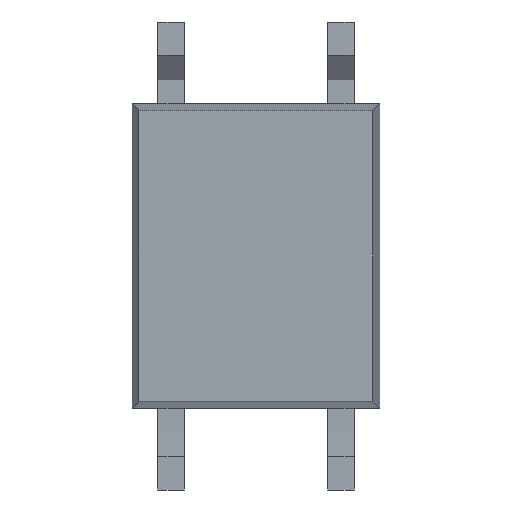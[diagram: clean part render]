
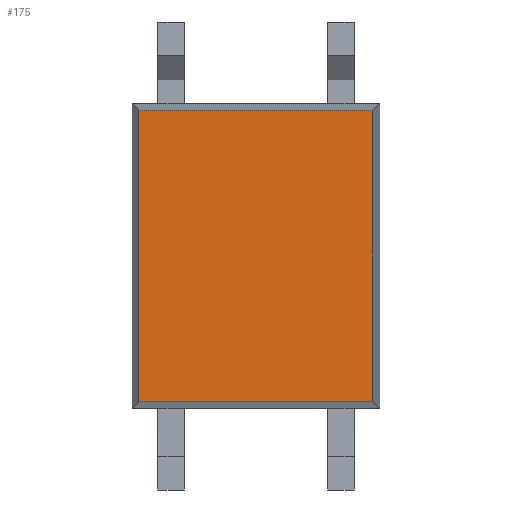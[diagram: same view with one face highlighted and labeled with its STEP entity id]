
A CAD part, front view. The second image highlights one B-rep face of the part: STEP entity #175.
In plain terms, the highlighted planar face has unit normal (0, -1, 0).
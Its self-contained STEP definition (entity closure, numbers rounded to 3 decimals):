
#30 = ORIENTED_EDGE ( 'NONE', *, *, #104, .T. ) ;
#34 = EDGE_CURVE ( 'NONE', #196, #161, #449, .T. ) ;
#101 = ORIENTED_EDGE ( 'NONE', *, *, #790, .F. ) ;
#104 = EDGE_CURVE ( 'NONE', #436, #161, #769, .T. ) ;
#161 = VERTEX_POINT ( 'NONE', #1244 ) ;
#175 = ADVANCED_FACE ( 'NONE', ( #1293 ), #1310, .F. ) ;
#196 = VERTEX_POINT ( 'NONE', #1381 ) ;
#245 = VERTEX_POINT ( 'NONE', #1086 ) ;
#436 = VERTEX_POINT ( 'NONE', #811 ) ;
#449 = LINE ( 'NONE', #450, #451 ) ;
#450 = CARTESIAN_POINT ( 'NONE',  ( -1.75, 0.1, -2.275 ) ) ;
#451 = VECTOR ( 'NONE', #452, 1000. ) ;
#452 = DIRECTION ( 'NONE',  ( 0., 0., 1. ) ) ;
#769 = LINE ( 'NONE', #770, #771 ) ;
#770 = CARTESIAN_POINT ( 'NONE',  ( 1.85, 0.1, 2.17 ) ) ;
#771 = VECTOR ( 'NONE', #774, 1000. ) ;
#774 = DIRECTION ( 'NONE',  ( -1., 0., 0. ) ) ;
#790 = EDGE_CURVE ( 'NONE', #245, #196, #1140, .T. ) ;
#811 = CARTESIAN_POINT ( 'NONE',  ( 1.75, 0.1, 2.17 ) ) ;
#849 = LINE ( 'NONE', #850, #851 ) ;
#850 = CARTESIAN_POINT ( 'NONE',  ( 1.75, 0.1, -2.275 ) ) ;
#851 = VECTOR ( 'NONE', #852, 1000. ) ;
#852 = DIRECTION ( 'NONE',  ( 0., 0., 1. ) ) ;
#1086 = CARTESIAN_POINT ( 'NONE',  ( 1.75, 0.1, -2.17 ) ) ;
#1140 = LINE ( 'NONE', #1141, #1142 ) ;
#1141 = CARTESIAN_POINT ( 'NONE',  ( 1.85, 0.1, -2.17 ) ) ;
#1142 = VECTOR ( 'NONE', #1143, 1000. ) ;
#1143 = DIRECTION ( 'NONE',  ( -1., 0., 0. ) ) ;
#1244 = CARTESIAN_POINT ( 'NONE',  ( -1.75, 0.1, 2.17 ) ) ;
#1293 = FACE_OUTER_BOUND ( 'NONE', #1484, .T. ) ;
#1310 = PLANE ( 'NONE',  #1311 ) ;
#1311 = AXIS2_PLACEMENT_3D ( 'NONE', #1312, #1313, #1314 ) ;
#1312 = CARTESIAN_POINT ( 'NONE',  ( 1.85, 0.1, 2.17 ) ) ;
#1313 = DIRECTION ( 'NONE',  ( 0., 1., 0. ) ) ;
#1314 = DIRECTION ( 'NONE',  ( 0., 0., 1. ) ) ;
#1381 = CARTESIAN_POINT ( 'NONE',  ( -1.75, 0.1, -2.17 ) ) ;
#1484 = EDGE_LOOP ( 'NONE', ( #30, #1594, #101, #1591 ) ) ;
#1562 = EDGE_CURVE ( 'NONE', #245, #436, #849, .T. ) ;
#1591 = ORIENTED_EDGE ( 'NONE', *, *, #1562, .T. ) ;
#1594 = ORIENTED_EDGE ( 'NONE', *, *, #34, .F. ) ;
